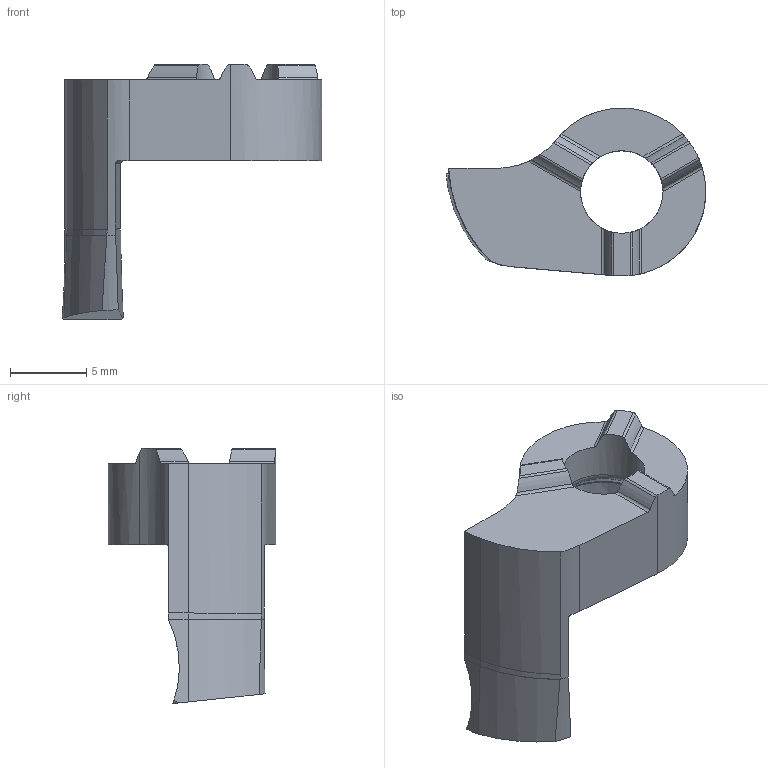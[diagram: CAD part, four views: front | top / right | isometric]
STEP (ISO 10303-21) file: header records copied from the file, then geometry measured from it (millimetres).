
FILE_DESCRIPTION(/* description */ (''),/* implementation_level */ '2;1');
FILE_NAME(/* name */ '1589363283313.stp',/* time_stamp */ '2020-05-13T15:18:30+06:00',/* author */ (''),/* organization */ ('SMS'),/* preprocessor_version */ 'ST-DEVELOPER v16.7',/* originating_system */ 'SIEMENS PLM Software NX 12.0',/* authorisation */ '');
FILE_SCHEMA (('AUTOMOTIVE_DESIGN { 1 0 10303 214 3 1 1 1 }'));
Length unit declared in the file: millimetre
Products named in the file (1): 202042180mod000_00
Bounding box: 16.99 x 11 x 16.7 mm (x, y, z)
Volume: 711.2 mm3; surface area: 777.9 mm2
Topology: 2 solids, 2 shells, 54 faces, 148 edges, 99 vertices
Faces by surface type: cylinder 30, plane 18, bspline 2, torus 2, cone 2
Full cylindrical faces by diameter (mm): 5.4 x1
Entity records: 1987 total; most frequent: CARTESIAN_POINT 710, ORIENTED_EDGE 276, DIRECTION 217, EDGE_CURVE 138, VERTEX_POINT 93, AXIS2_PLACEMENT_3D 81, EDGE_LOOP 59, LINE 55
